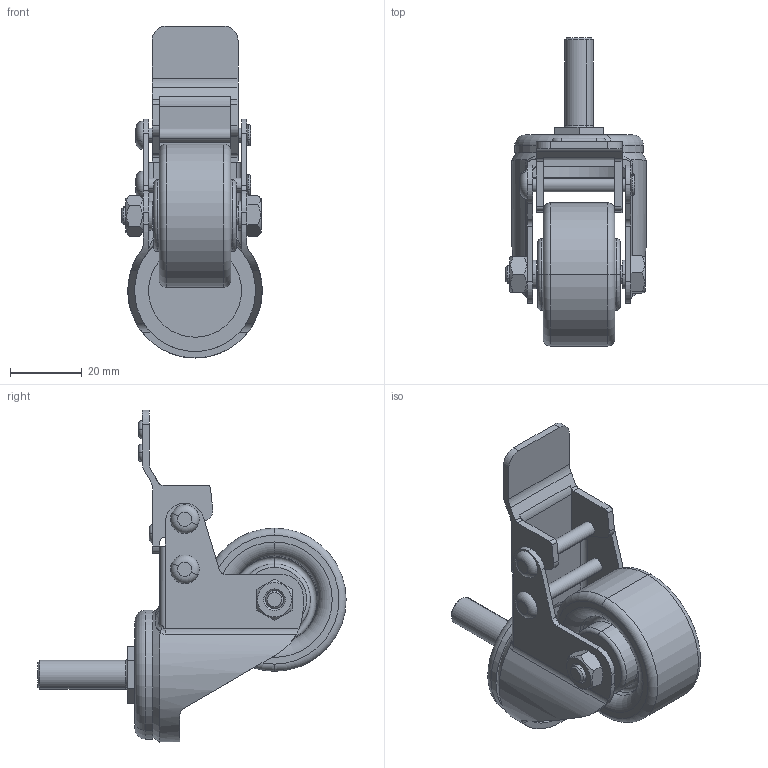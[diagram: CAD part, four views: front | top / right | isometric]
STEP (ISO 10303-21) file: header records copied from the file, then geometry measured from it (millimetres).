
FILE_DESCRIPTION (( 'STEP AP214' ), '1' );
FILE_NAME ('A579 Êîëåñî ñ òîðìîçîì O40 Ì8õ25.STEP', '2021-09-09T08:53:52', ( 'Windows User' ), ( '' ), 'SwSTEP 2.0', 'SolidWorks 2021', '' );
FILE_SCHEMA (( 'AUTOMOTIVE_DESIGN' ));
Length unit declared in the file: millimetre
Products named in the file (9): A579 蹴濋趌00; A579 Êîëåñî ñ òîðìîçîì O40 Ì8õ25; A579 ﾘ琺矜; A579 Ïîäïèøïèêîâûé óçåë_00; A579 ч膹樖罻; A579 昜闉趌00; A579 秬謽鍡; A579 鍔錓_00; A579 扻錼勷_00
Assembly tree (10 placements, depth 2):
  A579 Êîëåñî ñ òîðìîçîì O40 Ì8õ25
    A579 昜闉趌00
    A579 Ïîäïèøïèêîâûé óçåë_00
    A579 鍔錓_00
    A579 蹴濋趌00
    A579 扻錼勷_00
    A579 ﾘ琺矜  x2
    A579 ч膹樖罻  x2
    A579 秬謽鍡
Bounding box: 39.3 x 86.1 x 92.75 mm (x, y, z)
Volume: 43801.6 mm3; surface area: 26217.6 mm2
Topology: 10 solids, 10 shells, 273 faces, 657 edges, 422 vertices
Faces by surface type: cylinder 100, plane 90, torus 49, cone 26, bspline 8
Entity records: 8586 total; most frequent: CARTESIAN_POINT 2080, DIRECTION 1368, ORIENTED_EDGE 1234, EDGE_CURVE 617, AXIS2_PLACEMENT_3D 564, VERTEX_POINT 396, CIRCLE 307, EDGE_LOOP 291
